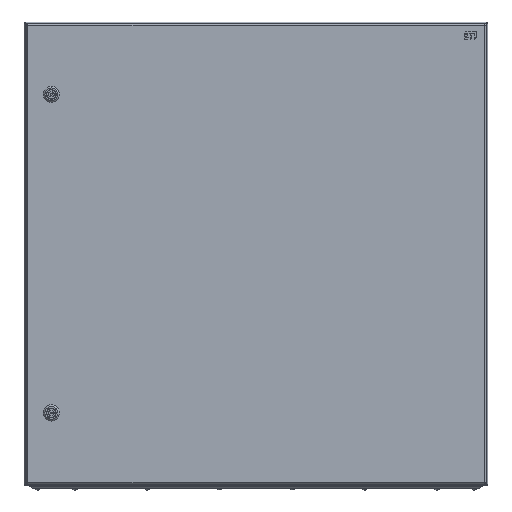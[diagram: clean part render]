
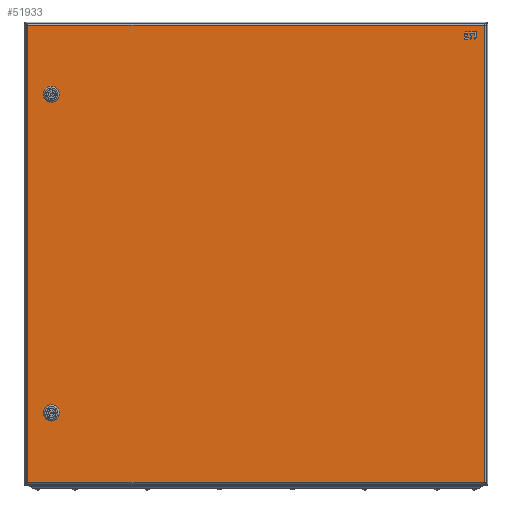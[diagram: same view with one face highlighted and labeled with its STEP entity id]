
A CAD part, front view. The second image highlights one B-rep face of the part: STEP entity #51933.
In plain terms, the highlighted face is planar.
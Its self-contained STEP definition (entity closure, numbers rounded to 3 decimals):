
#50984=DIRECTION('',(-1.,0.,0.));
#50985=VECTOR('',#50984,789.);
#50986=CARTESIAN_POINT('',(394.5,-394.2,0.));
#50987=LINE('',#50986,#50985);
#51022=DIRECTION('',(0.,-1.,0.));
#51023=VECTOR('',#51022,788.4);
#51024=CARTESIAN_POINT('',(394.5,394.2,0.));
#51025=LINE('',#51024,#51023);
#51060=DIRECTION('',(1.,0.,0.));
#51061=VECTOR('',#51060,789.);
#51062=CARTESIAN_POINT('',(-394.5,394.2,0.));
#51063=LINE('',#51062,#51061);
#51091=DIRECTION('',(0.,1.,0.));
#51092=VECTOR('',#51091,788.4);
#51093=CARTESIAN_POINT('',(-394.5,-394.2,0.));
#51094=LINE('',#51093,#51092);
#51105=CARTESIAN_POINT('',(-275.,-353.7,0.));
#51106=DIRECTION('',(0.,0.,-1.));
#51107=DIRECTION('',(-0.893,0.449,0.));
#51108=AXIS2_PLACEMENT_3D('',#51105,#51106,#51107);
#51113=CARTESIAN_POINT('',(-275.,-353.7,0.));
#51114=DIRECTION('',(0.,0.,-1.));
#51115=DIRECTION('',(0.449,0.893,0.));
#51116=AXIS2_PLACEMENT_3D('',#51113,#51114,#51115);
#51121=CARTESIAN_POINT('',(-275.,-353.7,0.));
#51122=DIRECTION('',(0.,0.,-1.));
#51123=DIRECTION('',(0.893,-0.449,0.));
#51124=AXIS2_PLACEMENT_3D('',#51121,#51122,#51123);
#51129=CARTESIAN_POINT('',(-275.,-353.7,0.));
#51130=DIRECTION('',(0.,0.,-1.));
#51131=DIRECTION('',(-0.449,-0.893,0.));
#51132=AXIS2_PLACEMENT_3D('',#51129,#51130,#51131);
#51137=CARTESIAN_POINT('',(275.,-353.7,0.));
#51138=DIRECTION('',(0.,0.,-1.));
#51139=DIRECTION('',(-0.449,-0.893,0.));
#51140=AXIS2_PLACEMENT_3D('',#51137,#51138,#51139);
#51145=CARTESIAN_POINT('',(275.,-353.7,0.));
#51146=DIRECTION('',(0.,0.,-1.));
#51147=DIRECTION('',(-0.893,0.449,0.));
#51148=AXIS2_PLACEMENT_3D('',#51145,#51146,#51147);
#51153=CARTESIAN_POINT('',(275.,-353.7,0.));
#51154=DIRECTION('',(0.,0.,-1.));
#51155=DIRECTION('',(0.449,0.893,0.));
#51156=AXIS2_PLACEMENT_3D('',#51153,#51154,#51155);
#51161=CARTESIAN_POINT('',(275.,-353.7,0.));
#51162=DIRECTION('',(0.,0.,-1.));
#51163=DIRECTION('',(0.893,-0.449,0.));
#51164=AXIS2_PLACEMENT_3D('',#51161,#51162,#51163);
#51183=DIRECTION('',(-1.,0.,0.));
#51184=VECTOR('',#51183,10.111);
#51185=CARTESIAN_POINT('',(-269.944,-343.65,0.));
#51186=LINE('',#51185,#51184);
#51204=DIRECTION('',(0.,1.,0.));
#51205=VECTOR('',#51204,10.111);
#51206=CARTESIAN_POINT('',(-264.95,-358.756,0.));
#51207=LINE('',#51206,#51205);
#51225=DIRECTION('',(1.,0.,0.));
#51226=VECTOR('',#51225,10.111);
#51227=CARTESIAN_POINT('',(-280.056,-363.75,0.));
#51228=LINE('',#51227,#51226);
#51246=DIRECTION('',(0.,-1.,0.));
#51247=VECTOR('',#51246,10.111);
#51248=CARTESIAN_POINT('',(-285.05,-348.644,0.));
#51249=LINE('',#51248,#51247);
#51253=DIRECTION('',(1.,0.,0.));
#51254=VECTOR('',#51253,10.111);
#51255=CARTESIAN_POINT('',(269.944,-363.75,0.));
#51256=LINE('',#51255,#51254);
#51274=DIRECTION('',(0.,-1.,0.));
#51275=VECTOR('',#51274,10.111);
#51276=CARTESIAN_POINT('',(264.95,-348.644,0.));
#51277=LINE('',#51276,#51275);
#51295=DIRECTION('',(-1.,0.,0.));
#51296=VECTOR('',#51295,10.111);
#51297=CARTESIAN_POINT('',(280.056,-343.65,0.));
#51298=LINE('',#51297,#51296);
#51316=DIRECTION('',(0.,1.,0.));
#51317=VECTOR('',#51316,10.111);
#51318=CARTESIAN_POINT('',(285.05,-358.756,0.));
#51319=LINE('',#51318,#51317);
#51401=CARTESIAN_POINT('',(280.056,-363.75,0.));
#51402=VERTEX_POINT('',#51401);
#51403=CARTESIAN_POINT('',(285.05,-358.756,0.));
#51404=VERTEX_POINT('',#51403);
#51405=CARTESIAN_POINT('',(269.944,-363.75,0.));
#51406=VERTEX_POINT('',#51405);
#51407=CARTESIAN_POINT('',(264.95,-358.756,0.));
#51408=VERTEX_POINT('',#51407);
#51409=CARTESIAN_POINT('',(264.95,-348.644,0.));
#51410=VERTEX_POINT('',#51409);
#51411=CARTESIAN_POINT('',(269.944,-343.65,0.));
#51412=VERTEX_POINT('',#51411);
#51413=CARTESIAN_POINT('',(280.056,-343.65,0.));
#51414=VERTEX_POINT('',#51413);
#51415=CARTESIAN_POINT('',(285.05,-348.644,0.));
#51416=VERTEX_POINT('',#51415);
#51417=CARTESIAN_POINT('',(-394.5,-394.2,0.));
#51418=CARTESIAN_POINT('',(-394.5,394.2,0.));
#51419=VERTEX_POINT('',#51417);
#51420=VERTEX_POINT('',#51418);
#51421=CARTESIAN_POINT('',(394.5,-394.2,0.));
#51422=VERTEX_POINT('',#51421);
#51423=CARTESIAN_POINT('',(394.5,394.2,0.));
#51424=VERTEX_POINT('',#51423);
#51425=CARTESIAN_POINT('',(-285.05,-348.644,0.));
#51426=CARTESIAN_POINT('',(-280.056,-343.65,0.));
#51427=VERTEX_POINT('',#51425);
#51428=VERTEX_POINT('',#51426);
#51429=CARTESIAN_POINT('',(-269.944,-343.65,0.));
#51430=VERTEX_POINT('',#51429);
#51431=CARTESIAN_POINT('',(-264.95,-348.644,0.));
#51432=VERTEX_POINT('',#51431);
#51433=CARTESIAN_POINT('',(-264.95,-358.756,0.));
#51434=VERTEX_POINT('',#51433);
#51435=CARTESIAN_POINT('',(-269.944,-363.75,0.));
#51436=VERTEX_POINT('',#51435);
#51437=CARTESIAN_POINT('',(-280.056,-363.75,0.));
#51438=VERTEX_POINT('',#51437);
#51439=CARTESIAN_POINT('',(-285.05,-358.756,0.));
#51440=VERTEX_POINT('',#51439);
#51886=CARTESIAN_POINT('',(0.,0.,0.));
#51887=DIRECTION('',(0.,0.,-1.));
#51888=DIRECTION('',(-1.,0.,0.));
#51889=AXIS2_PLACEMENT_3D('',#51886,#51887,#51888);
#51890=PLANE('',#51889);
#51891=ORIENTED_EDGE('',*,*,#51877,.F.);
#51892=ORIENTED_EDGE('',*,*,#51801,.F.);
#51893=ORIENTED_EDGE('',*,*,#51828,.F.);
#51894=ORIENTED_EDGE('',*,*,#51854,.F.);
#51895=EDGE_LOOP('',(#51891,#51892,#51893,#51894));
#51896=FACE_OUTER_BOUND('',#51895,.F.);
#51898=ORIENTED_EDGE('',*,*,#51897,.T.);
#51900=ORIENTED_EDGE('',*,*,#51899,.F.);
#51902=ORIENTED_EDGE('',*,*,#51901,.T.);
#51904=ORIENTED_EDGE('',*,*,#51903,.F.);
#51906=ORIENTED_EDGE('',*,*,#51905,.T.);
#51908=ORIENTED_EDGE('',*,*,#51907,.F.);
#51910=ORIENTED_EDGE('',*,*,#51909,.T.);
#51912=ORIENTED_EDGE('',*,*,#51911,.F.);
#51913=EDGE_LOOP('',(#51898,#51900,#51902,#51904,#51906,#51908,#51910,#51912));
#51914=FACE_BOUND('',#51913,.F.);
#51916=ORIENTED_EDGE('',*,*,#51915,.F.);
#51918=ORIENTED_EDGE('',*,*,#51917,.T.);
#51920=ORIENTED_EDGE('',*,*,#51919,.F.);
#51922=ORIENTED_EDGE('',*,*,#51921,.T.);
#51924=ORIENTED_EDGE('',*,*,#51923,.F.);
#51926=ORIENTED_EDGE('',*,*,#51925,.T.);
#51928=ORIENTED_EDGE('',*,*,#51927,.F.);
#51930=ORIENTED_EDGE('',*,*,#51929,.T.);
#51931=EDGE_LOOP('',(#51916,#51918,#51920,#51922,#51924,#51926,#51928,#51930));
#51932=FACE_BOUND('',#51931,.F.);
#51109=CIRCLE('',#51108,11.25);
#51117=CIRCLE('',#51116,11.25);
#51125=CIRCLE('',#51124,11.25);
#51133=CIRCLE('',#51132,11.25);
#51141=CIRCLE('',#51140,11.25);
#51149=CIRCLE('',#51148,11.25);
#51157=CIRCLE('',#51156,11.25);
#51165=CIRCLE('',#51164,11.25);
#51801=EDGE_CURVE('',#51422,#51419,#50987,.T.);
#51828=EDGE_CURVE('',#51424,#51422,#51025,.T.);
#51854=EDGE_CURVE('',#51420,#51424,#51063,.T.);
#51877=EDGE_CURVE('',#51419,#51420,#51094,.T.);
#51897=EDGE_CURVE('',#51427,#51428,#51109,.T.);
#51899=EDGE_CURVE('',#51430,#51428,#51186,.T.);
#51901=EDGE_CURVE('',#51430,#51432,#51117,.T.);
#51903=EDGE_CURVE('',#51434,#51432,#51207,.T.);
#51905=EDGE_CURVE('',#51434,#51436,#51125,.T.);
#51907=EDGE_CURVE('',#51438,#51436,#51228,.T.);
#51909=EDGE_CURVE('',#51438,#51440,#51133,.T.);
#51911=EDGE_CURVE('',#51427,#51440,#51249,.T.);
#51915=EDGE_CURVE('',#51406,#51402,#51256,.T.);
#51917=EDGE_CURVE('',#51406,#51408,#51141,.T.);
#51919=EDGE_CURVE('',#51410,#51408,#51277,.T.);
#51921=EDGE_CURVE('',#51410,#51412,#51149,.T.);
#51923=EDGE_CURVE('',#51414,#51412,#51298,.T.);
#51925=EDGE_CURVE('',#51414,#51416,#51157,.T.);
#51927=EDGE_CURVE('',#51404,#51416,#51319,.T.);
#51929=EDGE_CURVE('',#51404,#51402,#51165,.T.);
#51933=ADVANCED_FACE('',(#51896,#51914,#51932),#51890,.T.);
